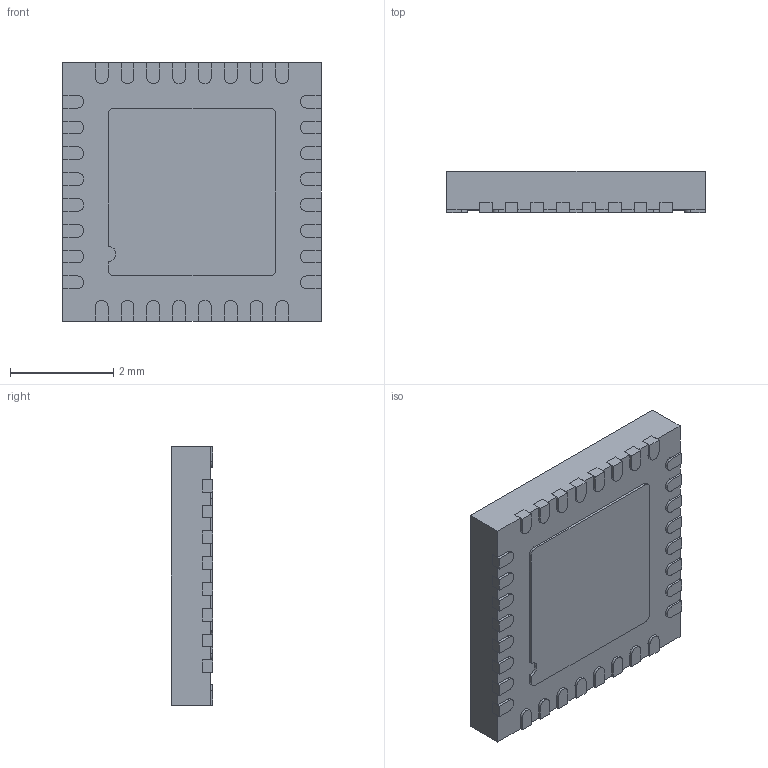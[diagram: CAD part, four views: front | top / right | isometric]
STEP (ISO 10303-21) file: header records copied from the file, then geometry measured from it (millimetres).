
FILE_DESCRIPTION (( 'STEP AP214' ), '1' );
FILE_NAME ('ADG1606BCPZ-REEL7.STEP', '2024-01-22T15:07:35', ( '' ), ( '' ), 'SwSTEP 2.0', 'SolidWorks 2021', '' );
FILE_SCHEMA (( 'AUTOMOTIVE_DESIGN' ));
Length unit declared in the file: millimetre
Products named in the file (1): ADG1606BCPZ-REEL7
Bounding box: 5 x 0.8 x 5 mm (x, y, z)
Volume: 19.4 mm3; surface area: 108 mm2
Topology: 35 solids, 35 shells, 372 faces, 900 edges, 600 vertices
Faces by surface type: plane 278, cylinder 94
Entity records: 11152 total; most frequent: CARTESIAN_POINT 1873, DIRECTION 1834, ORIENTED_EDGE 1800, EDGE_CURVE 900, VECTOR 712, LINE 712, VERTEX_POINT 600, AXIS2_PLACEMENT_3D 561
